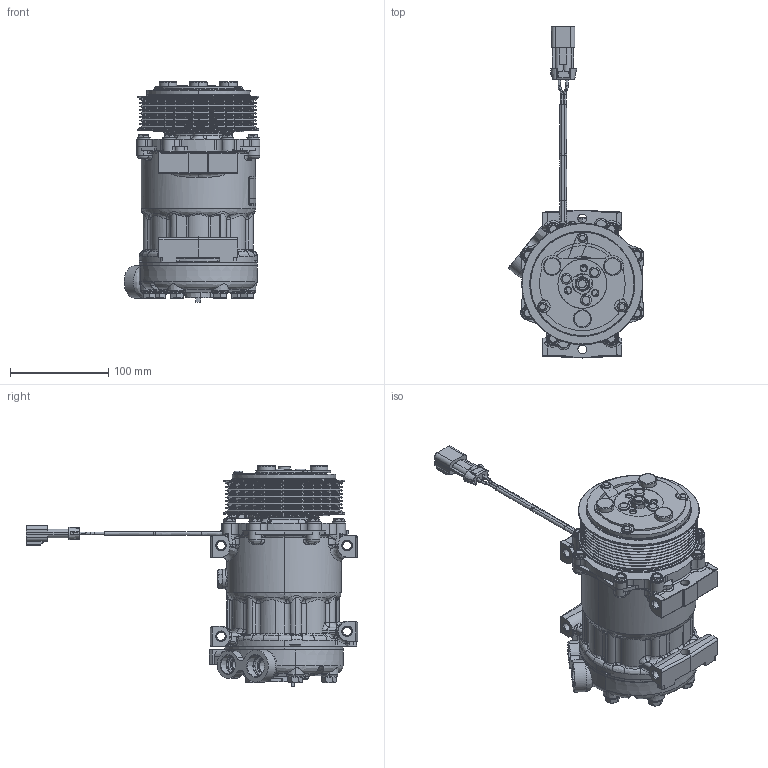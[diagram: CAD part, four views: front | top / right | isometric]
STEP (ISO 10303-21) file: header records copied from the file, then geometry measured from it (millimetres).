
FILE_DESCRIPTION (( 'STEP AP203' ), '1' );
FILE_NAME ('SANDEN_4083_REV_B_COMPR_AC1.STEP', '2011-09-27T22:09:10', ( '' ), ( '' ), 'SwSTEP 2.0', 'SolidWorks 2010', '' );
FILE_SCHEMA (( 'CONFIG_CONTROL_DESIGN' ));
Products named in the file (1): SANDEN_4083_REV_B_COMPR_AC1
Bounding box: 137.89 x 336.93 x 224.04 mm (x, y, z)
Volume: 2182053.3 mm3; surface area: 262870.3 mm2
Topology: 1 solids, 4 shells, 2543 faces, 6985 edges, 4448 vertices
Faces by surface type: bspline 780, cylinder 715, plane 699, cone 264, torus 71, sphere 14
Entity records: 223175 total; most frequent: CARTESIAN_POINT 168834, ORIENTED_EDGE 13882, DIRECTION 7674, EDGE_CURVE 6941, VERTEX_POINT 4448, B_SPLINE_CURVE_WITH_KNOTS 3424, AXIS2_PLACEMENT_3D 2815, EDGE_LOOP 2691
